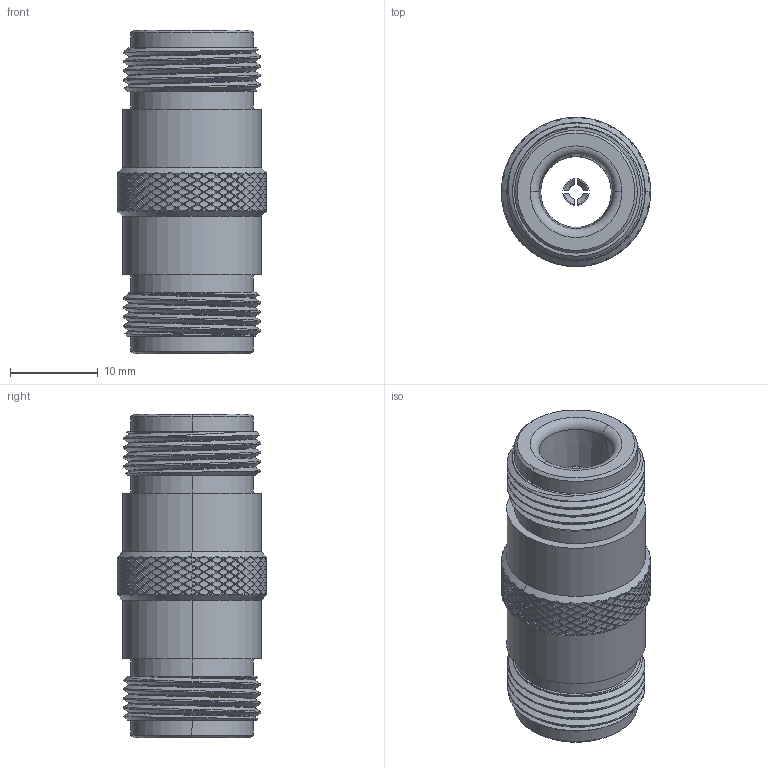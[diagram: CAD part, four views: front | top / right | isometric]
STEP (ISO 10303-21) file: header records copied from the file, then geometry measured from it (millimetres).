
FILE_DESCRIPTION (( 'STEP AP214' ), '1' );
FILE_NAME ('25-500-B3.STEP', '2025-02-27T20:23:00', ( '' ), ( '' ), 'SwSTEP 2.0', 'SolidWorks 2024', '' );
FILE_SCHEMA (( 'AUTOMOTIVE_DESIGN' ));
Products named in the file (1): 25-500-B3
Bounding box: 17 x 17 x 36.9 mm (x, y, z)
Surface area: 3813.9 mm2 (no closed solid volume)
Topology: 0 solids, 10 shells, 1846 faces, 3974 edges, 2145 vertices
Faces by surface type: bspline 1368, cylinder 417, cone 30, plane 27, torus 4
Entity records: 103321 total; most frequent: CARTESIAN_POINT 79673, ORIENTED_EDGE 7882, EDGE_CURVE 3974, VERTEX_POINT 2145, EDGE_LOOP 1855, ADVANCED_FACE 1846, FACE_OUTER_BOUND 1846, DIRECTION 1515
